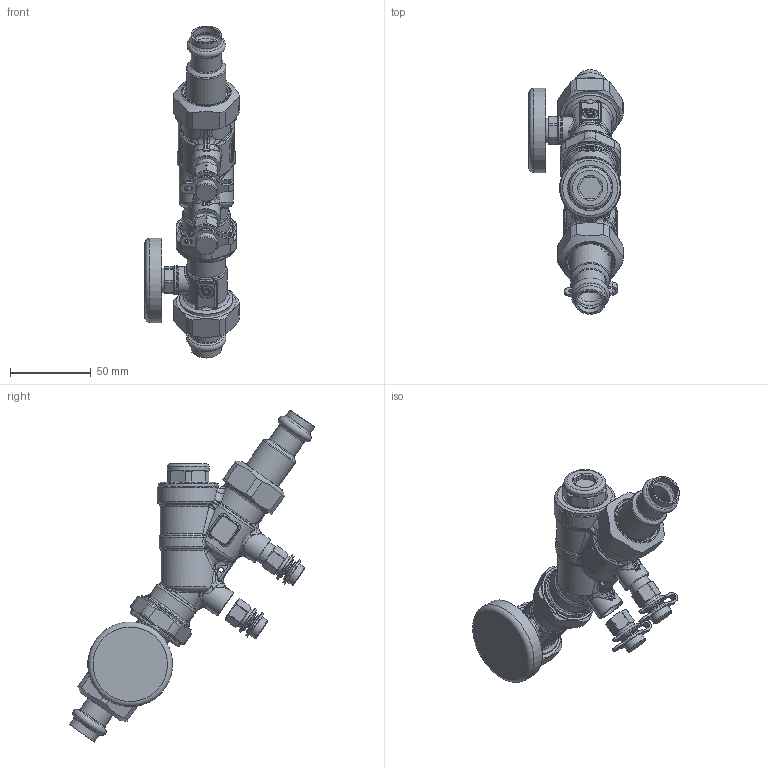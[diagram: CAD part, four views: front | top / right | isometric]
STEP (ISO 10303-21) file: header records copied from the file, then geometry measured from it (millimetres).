
FILE_DESCRIPTION(/* description */ (''),/* implementation_level */ '2;1');
FILE_NAME(/* name */ '128447AFC_Simplify_1.stp',/* time_stamp */ '2025-07-21T09:33:20-05:00',/* author */ ('ischreiner'),/* organization */ (''),/* preprocessor_version */ 'ST-DEVELOPER v20',/* originating_system */ 'Autodesk Inventor 2025',/* authorisation */ '');
FILE_SCHEMA (('AUTOMOTIVE_DESIGN { 1 0 10303 214 3 1 1 }'));
Products named in the file (1): 128447AFC_Simplify_1
Bounding box: 58.22 x 151.33 x 204.98 mm (x, y, z)
Volume: 226032.8 mm3; surface area: 60814.7 mm2
Topology: 8 solids, 8 shells, 1623 faces, 3884 edges, 2242 vertices
Faces by surface type: bspline 840, cylinder 325, plane 206, cone 117, torus 93, sphere 42
Full cylindrical faces by diameter (mm): 3 x1, 8 x2, 11.5 x2, 12 x4, 12.2 x2, 13.5 x6, 13.9 x2, 15.113 x1, 15.24 x2, 15.875 x1, 16.154 x2, 16.205 x2, 17 x1, 17.5 x2, 18 x1, 18.796 x2, 18.847 x2, 20.091 x2, 20.625 x1, 23.5 x1, 24 x1, 24.384 x1, 25.8 x1, 26.924 x2, 27.686 x1, 29.5 x1, 29.591 x2, 29.6 x1, 30 x2, 30.302 x2
Entity records: 161399 total; most frequent: CARTESIAN_POINT 127413, ORIENTED_EDGE 7622, DIRECTION 5236, EDGE_CURVE 3811, AXIS2_PLACEMENT_3D 2267, VERTEX_POINT 2242, EDGE_LOOP 1687, STYLED_ITEM 1631
